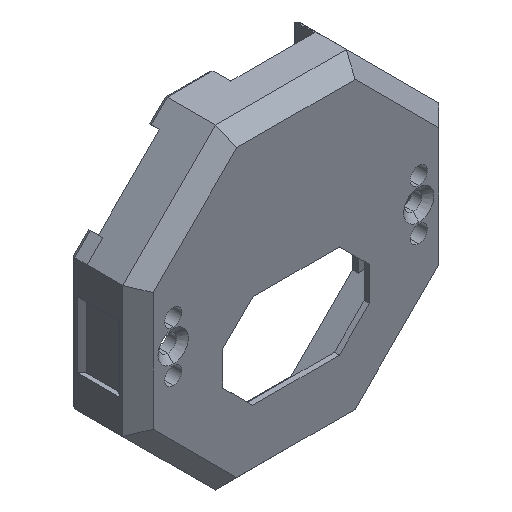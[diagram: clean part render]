
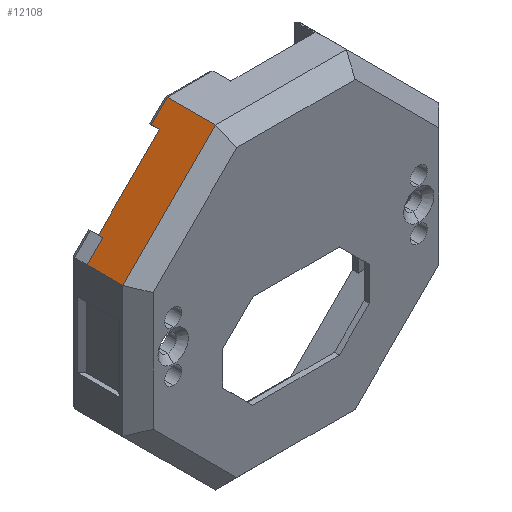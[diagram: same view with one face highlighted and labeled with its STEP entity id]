
A CAD part, isometric view. The second image highlights one B-rep face of the part: STEP entity #12108.
In plain terms, the highlighted planar face has unit normal (-0.707, 0, 0.707).
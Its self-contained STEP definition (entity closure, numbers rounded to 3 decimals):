
#4428 = PLANE('',#4429);
#4429 = AXIS2_PLACEMENT_3D('',#4430,#4431,#4432);
#4430 = CARTESIAN_POINT('',(-42.021,-14.7,-2.121));
#4431 = DIRECTION('',(-0.5,-0.707,0.5));
#4432 = DIRECTION('',(0.,-0.577,-0.816
    ));
#7037 = VERTEX_POINT('',#7038);
#7038 = CARTESIAN_POINT('',(-31.213,-4.7,12.929));
#7047 = PLANE('',#7048);
#7048 = AXIS2_PLACEMENT_3D('',#7049,#7050,#7051);
#7049 = CARTESIAN_POINT('',(-31.213,-4.7,-12.929));
#7050 = DIRECTION('',(-1.,0.,0.));
#7051 = DIRECTION('',(0.,0.,1.));
#7059 = PLANE('',#7060);
#7060 = AXIS2_PLACEMENT_3D('',#7061,#7062,#7063);
#7061 = CARTESIAN_POINT('',(-28.121,-4.7,16.021));
#7062 = DIRECTION('',(-0.707,0.,0.707));
#7063 = DIRECTION('',(0.707,0.,0.707));
#7128 = VERTEX_POINT('',#7129);
#7129 = CARTESIAN_POINT('',(-31.213,-11.7,12.929));
#7150 = EDGE_CURVE('',#7128,#7037,#7151,.T.);
#7151 = SURFACE_CURVE('',#7152,(#7156,#7163),.PCURVE_S1.);
#7152 = LINE('',#7153,#7154);
#7153 = CARTESIAN_POINT('',(-31.213,-14.7,12.929));
#7154 = VECTOR('',#7155,1.);
#7155 = DIRECTION('',(0.,1.,0.));
#7156 = PCURVE('',#7047,#7157);
#7157 = DEFINITIONAL_REPRESENTATION('',(#7158),#7162);
#7158 = LINE('',#7159,#7160);
#7159 = CARTESIAN_POINT('',(25.858,-10.));
#7160 = VECTOR('',#7161,1.);
#7161 = DIRECTION('',(0.,1.));
#7162 = ( GEOMETRIC_REPRESENTATION_CONTEXT(2) 
PARAMETRIC_REPRESENTATION_CONTEXT() REPRESENTATION_CONTEXT('2D SPACE',''
  ) );
#7163 = PCURVE('',#7164,#7169);
#7164 = PLANE('',#7165);
#7165 = AXIS2_PLACEMENT_3D('',#7166,#7167,#7168);
#7166 = CARTESIAN_POINT('',(-12.929,-14.7,31.213));
#7167 = DIRECTION('',(0.707,0.,-0.707));
#7168 = DIRECTION('',(-0.707,0.,-0.707));
#7169 = DEFINITIONAL_REPRESENTATION('',(#7170),#7174);
#7170 = LINE('',#7171,#7172);
#7171 = CARTESIAN_POINT('',(25.858,0.));
#7172 = VECTOR('',#7173,1.);
#7173 = DIRECTION('',(0.,1.));
#7174 = ( GEOMETRIC_REPRESENTATION_CONTEXT(2) 
PARAMETRIC_REPRESENTATION_CONTEXT() REPRESENTATION_CONTEXT('2D SPACE',''
  ) );
#8189 = PLANE('',#8190);
#8190 = AXIS2_PLACEMENT_3D('',#8191,#8192,#8193);
#8191 = CARTESIAN_POINT('',(12.929,-14.7,31.213));
#8192 = DIRECTION('',(0.,0.,-1.));
#8193 = DIRECTION('',(-1.,0.,0.));
#8237 = VERTEX_POINT('',#8238);
#8238 = CARTESIAN_POINT('',(-12.929,-2.2,31.213));
#8264 = EDGE_CURVE('',#8265,#8237,#8267,.T.);
#8265 = VERTEX_POINT('',#8266);
#8266 = CARTESIAN_POINT('',(-12.929,-11.7,31.213));
#8267 = SURFACE_CURVE('',#8268,(#8272,#8279),.PCURVE_S1.);
#8268 = LINE('',#8269,#8270);
#8269 = CARTESIAN_POINT('',(-12.929,-14.7,31.213));
#8270 = VECTOR('',#8271,1.);
#8271 = DIRECTION('',(0.,1.,0.));
#8272 = PCURVE('',#8189,#8273);
#8273 = DEFINITIONAL_REPRESENTATION('',(#8274),#8278);
#8274 = LINE('',#8275,#8276);
#8275 = CARTESIAN_POINT('',(25.858,0.));
#8276 = VECTOR('',#8277,1.);
#8277 = DIRECTION('',(0.,1.));
#8278 = ( GEOMETRIC_REPRESENTATION_CONTEXT(2) 
PARAMETRIC_REPRESENTATION_CONTEXT() REPRESENTATION_CONTEXT('2D SPACE',''
  ) );
#8279 = PCURVE('',#7164,#8280);
#8280 = DEFINITIONAL_REPRESENTATION('',(#8281),#8285);
#8281 = LINE('',#8282,#8283);
#8282 = CARTESIAN_POINT('',(0.,0.));
#8283 = VECTOR('',#8284,1.);
#8284 = DIRECTION('',(0.,1.));
#8285 = ( GEOMETRIC_REPRESENTATION_CONTEXT(2) 
PARAMETRIC_REPRESENTATION_CONTEXT() REPRESENTATION_CONTEXT('2D SPACE',''
  ) );
#10069 = PLANE('',#10070);
#10070 = AXIS2_PLACEMENT_3D('',#10071,#10072,#10073);
#10071 = CARTESIAN_POINT('',(-44.142,-3.8,0.));
#10072 = DIRECTION('',(0.,-1.,0.));
#10073 = DIRECTION('',(0.,0.,-1.));
#10097 = PLANE('',#10098);
#10098 = AXIS2_PLACEMENT_3D('',#10099,#10100,#10101);
#10099 = CARTESIAN_POINT('',(-16.067,-4.7,28.075));
#10100 = DIRECTION('',(-0.707,0.,-0.707));
#10101 = DIRECTION('',(-0.707,0.,0.707));
#10906 = VERTEX_POINT('',#10907);
#10907 = CARTESIAN_POINT('',(-28.121,-3.8,16.021));
#10928 = EDGE_CURVE('',#10929,#10906,#10931,.T.);
#10929 = VERTEX_POINT('',#10930);
#10930 = CARTESIAN_POINT('',(-16.067,-3.8,28.075));
#10931 = SURFACE_CURVE('',#10932,(#10936,#10943),.PCURVE_S1.);
#10932 = LINE('',#10933,#10934);
#10933 = CARTESIAN_POINT('',(-12.929,-3.8,31.213));
#10934 = VECTOR('',#10935,1.);
#10935 = DIRECTION('',(-0.707,0.,-0.707));
#10936 = PCURVE('',#10069,#10937);
#10937 = DEFINITIONAL_REPRESENTATION('',(#10938),#10942);
#10938 = LINE('',#10939,#10940);
#10939 = CARTESIAN_POINT('',(-31.213,31.213));
#10940 = VECTOR('',#10941,1.);
#10941 = DIRECTION('',(0.707,-0.707));
#10942 = ( GEOMETRIC_REPRESENTATION_CONTEXT(2) 
PARAMETRIC_REPRESENTATION_CONTEXT() REPRESENTATION_CONTEXT('2D SPACE',''
  ) );
#10943 = PCURVE('',#7164,#10944);
#10944 = DEFINITIONAL_REPRESENTATION('',(#10945),#10949);
#10945 = LINE('',#10946,#10947);
#10946 = CARTESIAN_POINT('',(0.,10.9));
#10947 = VECTOR('',#10948,1.);
#10948 = DIRECTION('',(1.,0.));
#10949 = ( GEOMETRIC_REPRESENTATION_CONTEXT(2) 
PARAMETRIC_REPRESENTATION_CONTEXT() REPRESENTATION_CONTEXT('2D SPACE',''
  ) );
#11538 = EDGE_CURVE('',#7037,#11539,#11541,.T.);
#11539 = VERTEX_POINT('',#11540);
#11540 = CARTESIAN_POINT('',(-28.121,-4.7,16.021));
#11541 = SURFACE_CURVE('',#11542,(#11546,#11553),.PCURVE_S1.);
#11542 = LINE('',#11543,#11544);
#11543 = CARTESIAN_POINT('',(-28.121,-4.7,16.021));
#11544 = VECTOR('',#11545,1.);
#11545 = DIRECTION('',(0.707,0.,0.707));
#11546 = PCURVE('',#7059,#11547);
#11547 = DEFINITIONAL_REPRESENTATION('',(#11548),#11552);
#11548 = LINE('',#11549,#11550);
#11549 = CARTESIAN_POINT('',(0.,0.));
#11550 = VECTOR('',#11551,1.);
#11551 = DIRECTION('',(1.,0.));
#11552 = ( GEOMETRIC_REPRESENTATION_CONTEXT(2) 
PARAMETRIC_REPRESENTATION_CONTEXT() REPRESENTATION_CONTEXT('2D SPACE',''
  ) );
#11553 = PCURVE('',#7164,#11554);
#11554 = DEFINITIONAL_REPRESENTATION('',(#11555),#11559);
#11555 = LINE('',#11556,#11557);
#11556 = CARTESIAN_POINT('',(21.485,10.));
#11557 = VECTOR('',#11558,1.);
#11558 = DIRECTION('',(-1.,0.));
#11559 = ( GEOMETRIC_REPRESENTATION_CONTEXT(2) 
PARAMETRIC_REPRESENTATION_CONTEXT() REPRESENTATION_CONTEXT('2D SPACE',''
  ) );
#11561 = EDGE_CURVE('',#11539,#10906,#11562,.T.);
#11562 = SURFACE_CURVE('',#11563,(#11567,#11574),.PCURVE_S1.);
#11563 = LINE('',#11564,#11565);
#11564 = CARTESIAN_POINT('',(-28.121,-4.7,16.021));
#11565 = VECTOR('',#11566,1.);
#11566 = DIRECTION('',(0.,1.,0.));
#11567 = PCURVE('',#7059,#11568);
#11568 = DEFINITIONAL_REPRESENTATION('',(#11569),#11573);
#11569 = LINE('',#11570,#11571);
#11570 = CARTESIAN_POINT('',(0.,0.));
#11571 = VECTOR('',#11572,1.);
#11572 = DIRECTION('',(0.,1.));
#11573 = ( GEOMETRIC_REPRESENTATION_CONTEXT(2) 
PARAMETRIC_REPRESENTATION_CONTEXT() REPRESENTATION_CONTEXT('2D SPACE',''
  ) );
#11574 = PCURVE('',#7164,#11575);
#11575 = DEFINITIONAL_REPRESENTATION('',(#11576),#11580);
#11576 = LINE('',#11577,#11578);
#11577 = CARTESIAN_POINT('',(21.485,10.));
#11578 = VECTOR('',#11579,1.);
#11579 = DIRECTION('',(0.,1.));
#11580 = ( GEOMETRIC_REPRESENTATION_CONTEXT(2) 
PARAMETRIC_REPRESENTATION_CONTEXT() REPRESENTATION_CONTEXT('2D SPACE',''
  ) );
#12108 = ADVANCED_FACE('',(#12109),#7164,.F.);
#12109 = FACE_BOUND('',#12110,.T.);
#12110 = EDGE_LOOP('',(#12111,#12112,#12140,#12161,#12162,#12163,#12164,
    #12165));
#12111 = ORIENTED_EDGE('',*,*,#8264,.T.);
#12112 = ORIENTED_EDGE('',*,*,#12113,.T.);
#12113 = EDGE_CURVE('',#8237,#12114,#12116,.T.);
#12114 = VERTEX_POINT('',#12115);
#12115 = CARTESIAN_POINT('',(-16.067,-2.2,
    28.075));
#12116 = SURFACE_CURVE('',#12117,(#12121,#12128),.PCURVE_S1.);
#12117 = LINE('',#12118,#12119);
#12118 = CARTESIAN_POINT('',(-16.067,-2.2,28.075));
#12119 = VECTOR('',#12120,1.);
#12120 = DIRECTION('',(-0.707,0.,-0.707));
#12121 = PCURVE('',#7164,#12122);
#12122 = DEFINITIONAL_REPRESENTATION('',(#12123),#12127);
#12123 = LINE('',#12124,#12125);
#12124 = CARTESIAN_POINT('',(4.438,12.5));
#12125 = VECTOR('',#12126,1.);
#12126 = DIRECTION('',(1.,0.));
#12127 = ( GEOMETRIC_REPRESENTATION_CONTEXT(2) 
PARAMETRIC_REPRESENTATION_CONTEXT() REPRESENTATION_CONTEXT('2D SPACE',''
  ) );
#12128 = PCURVE('',#12129,#12134);
#12129 = PLANE('',#12130);
#12130 = AXIS2_PLACEMENT_3D('',#12131,#12132,#12133);
#12131 = CARTESIAN_POINT('',(-8.18,-1.7,35.554));
#12132 = DIRECTION('',(-0.612,0.5,0.612));
#12133 = DIRECTION('',(0.707,0.,0.707));
#12134 = DEFINITIONAL_REPRESENTATION('',(#12135),#12139);
#12135 = LINE('',#12136,#12137);
#12136 = CARTESIAN_POINT('',(-10.865,-0.577));
#12137 = VECTOR('',#12138,1.);
#12138 = DIRECTION('',(-1.,0.));
#12139 = ( GEOMETRIC_REPRESENTATION_CONTEXT(2) 
PARAMETRIC_REPRESENTATION_CONTEXT() REPRESENTATION_CONTEXT('2D SPACE',''
  ) );
#12140 = ORIENTED_EDGE('',*,*,#12141,.F.);
#12141 = EDGE_CURVE('',#10929,#12114,#12142,.T.);
#12142 = SURFACE_CURVE('',#12143,(#12147,#12154),.PCURVE_S1.);
#12143 = LINE('',#12144,#12145);
#12144 = CARTESIAN_POINT('',(-16.067,-4.7,28.075));
#12145 = VECTOR('',#12146,1.);
#12146 = DIRECTION('',(0.,1.,0.));
#12147 = PCURVE('',#7164,#12148);
#12148 = DEFINITIONAL_REPRESENTATION('',(#12149),#12153);
#12149 = LINE('',#12150,#12151);
#12150 = CARTESIAN_POINT('',(4.438,10.));
#12151 = VECTOR('',#12152,1.);
#12152 = DIRECTION('',(0.,1.));
#12153 = ( GEOMETRIC_REPRESENTATION_CONTEXT(2) 
PARAMETRIC_REPRESENTATION_CONTEXT() REPRESENTATION_CONTEXT('2D SPACE',''
  ) );
#12154 = PCURVE('',#10097,#12155);
#12155 = DEFINITIONAL_REPRESENTATION('',(#12156),#12160);
#12156 = LINE('',#12157,#12158);
#12157 = CARTESIAN_POINT('',(0.,0.));
#12158 = VECTOR('',#12159,1.);
#12159 = DIRECTION('',(0.,1.));
#12160 = ( GEOMETRIC_REPRESENTATION_CONTEXT(2) 
PARAMETRIC_REPRESENTATION_CONTEXT() REPRESENTATION_CONTEXT('2D SPACE',''
  ) );
#12161 = ORIENTED_EDGE('',*,*,#10928,.T.);
#12162 = ORIENTED_EDGE('',*,*,#11561,.F.);
#12163 = ORIENTED_EDGE('',*,*,#11538,.F.);
#12164 = ORIENTED_EDGE('',*,*,#7150,.F.);
#12165 = ORIENTED_EDGE('',*,*,#12166,.T.);
#12166 = EDGE_CURVE('',#7128,#8265,#12167,.T.);
#12167 = SURFACE_CURVE('',#12168,(#12172,#12179),.PCURVE_S1.);
#12168 = LINE('',#12169,#12170);
#12169 = CARTESIAN_POINT('',(-12.929,-11.7,31.213));
#12170 = VECTOR('',#12171,1.);
#12171 = DIRECTION('',(0.707,0.,0.707));
#12172 = PCURVE('',#7164,#12173);
#12173 = DEFINITIONAL_REPRESENTATION('',(#12174),#12178);
#12174 = LINE('',#12175,#12176);
#12175 = CARTESIAN_POINT('',(0.,3.));
#12176 = VECTOR('',#12177,1.);
#12177 = DIRECTION('',(-1.,0.));
#12178 = ( GEOMETRIC_REPRESENTATION_CONTEXT(2) 
PARAMETRIC_REPRESENTATION_CONTEXT() REPRESENTATION_CONTEXT('2D SPACE',''
  ) );
#12179 = PCURVE('',#4428,#12180);
#12180 = DEFINITIONAL_REPRESENTATION('',(#12181),#12185);
#12181 = LINE('',#12182,#12183);
#12182 = CARTESIAN_POINT('',(-28.95,33.593));
#12183 = VECTOR('',#12184,1.);
#12184 = DIRECTION('',(-0.577,0.816));
#12185 = ( GEOMETRIC_REPRESENTATION_CONTEXT(2) 
PARAMETRIC_REPRESENTATION_CONTEXT() REPRESENTATION_CONTEXT('2D SPACE',''
  ) );
